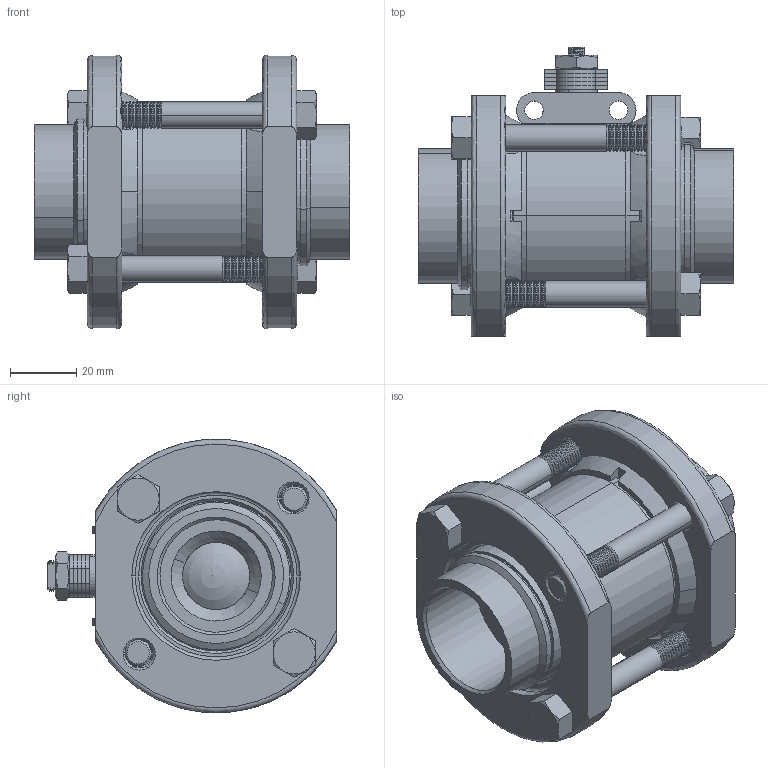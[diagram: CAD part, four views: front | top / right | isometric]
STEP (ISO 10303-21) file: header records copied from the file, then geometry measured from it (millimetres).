
FILE_DESCRIPTION (( 'STEP AP203' ), '1' );
FILE_NAME ('28XXSWSZ.step', '2018-04-11T12:31:08', ( '' ), ( '' ), 'SwSTEP 2.0', 'SolidWorks 2017', '' );
FILE_SCHEMA (( 'CONFIG_CONTROL_DESIGN' ));
Products named in the file (1): 28XXSWSZ
Bounding box: 95.15 x 87.21 x 82.39 mm (x, y, z)
Volume: 194818 mm3; surface area: 90516.8 mm2
Topology: 27 solids, 27 shells, 1227 faces, 3134 edges, 1973 vertices
Faces by surface type: cone 481, cylinder 403, plane 201, bspline 88, torus 52, sphere 2
Entity records: 87444 total; most frequent: CARTESIAN_POINT 57779, DIRECTION 6412, ORIENTED_EDGE 6256, EDGE_CURVE 3128, AXIS2_PLACEMENT_3D 2621, VERTEX_POINT 1969, CIRCLE 1481, EDGE_LOOP 1311
